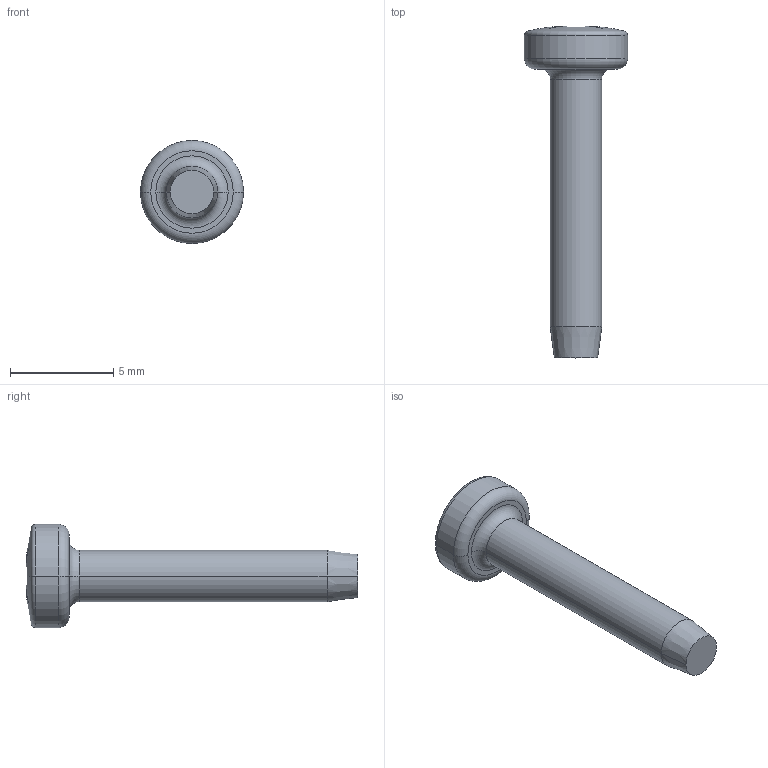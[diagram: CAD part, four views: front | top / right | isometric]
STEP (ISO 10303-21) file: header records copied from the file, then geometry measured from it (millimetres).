
FILE_DESCRIPTION (( 'STEP AP214' ), '1' );
FILE_NAME ('1362.STEP', '2015-03-20T12:54:15', ( '' ), ( '' ), 'SwSTEP 2.0', 'SolidWorks 2014', '' );
FILE_SCHEMA (( 'AUTOMOTIVE_DESIGN' ));
Length unit declared in the file: millimetre
Products named in the file (1): 1362
Bounding box: 5 x 16.09 x 5 mm (x, y, z)
Volume: 103.1 mm3; surface area: 174.7 mm2
Topology: 1 solids, 1 shells, 41 faces, 104 edges, 66 vertices
Faces by surface type: plane 15, bspline 12, torus 6, cylinder 4, sphere 2, cone 2
Entity records: 1494 total; most frequent: CARTESIAN_POINT 534, ORIENTED_EDGE 208, DIRECTION 174, EDGE_CURVE 104, AXIS2_PLACEMENT_3D 74, VERTEX_POINT 66, CIRCLE 44, EDGE_LOOP 42
